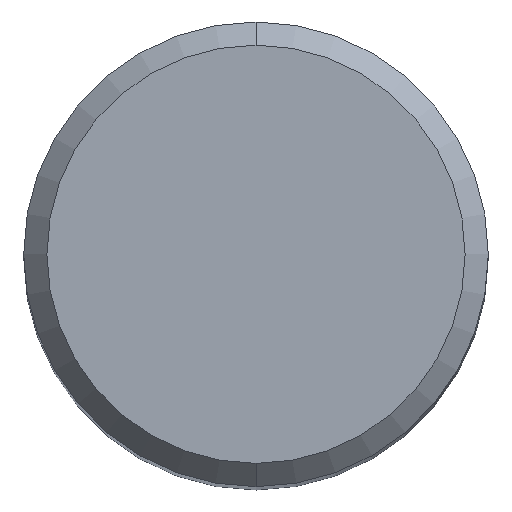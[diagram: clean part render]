
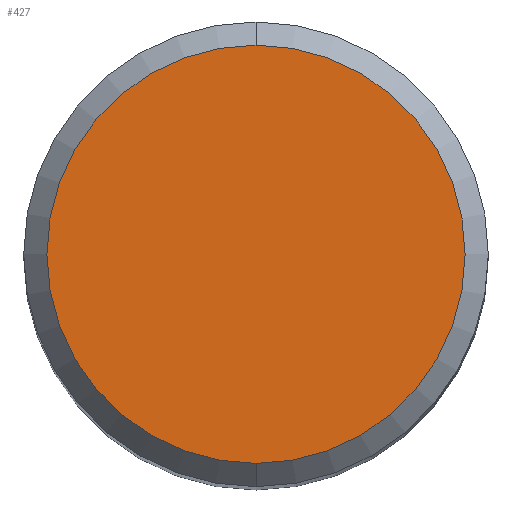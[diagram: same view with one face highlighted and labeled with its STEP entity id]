
A CAD part, top view. The second image highlights one B-rep face of the part: STEP entity #427.
In plain terms, the highlighted planar face has unit normal (0, 0, 1).
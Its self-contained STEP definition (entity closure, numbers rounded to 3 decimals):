
#235=VERTEX_POINT('',#532);
#285=VERTEX_POINT('',#588);
#349=EDGE_CURVE('',#235,#285,#657,.T.);
#379=EDGE_CURVE('',#285,#235,#689,.T.);
#427=ADVANCED_FACE('',(#743),#744,.T.);
#532=CARTESIAN_POINT('',(0.,-3.6,0.0));
#588=CARTESIAN_POINT('',(0.0,3.6,0.0));
#657=CIRCLE('',#1188,3.6);
#689=CIRCLE('',#1265,3.6);
#743=FACE_OUTER_BOUND('',#1365,.T.);
#744=PLANE('',#1366);
#1188=AXIS2_PLACEMENT_3D('',#1600,#1601,#1602);
#1265=AXIS2_PLACEMENT_3D('',#1631,#1632,#1633);
#1365=EDGE_LOOP('',(#1695,#1696));
#1366=AXIS2_PLACEMENT_3D('',#1697,#1698,#1699);
#1600=CARTESIAN_POINT('',(0.0,0.0,0.0));
#1601=DIRECTION('',(0.0,0.0,-1.0));
#1602=DIRECTION('',(0.0,1.0,0.0));
#1631=CARTESIAN_POINT('',(0.0,0.0,0.0));
#1632=DIRECTION('',(0.0,0.0,-1.0));
#1633=DIRECTION('',(0.0,1.0,0.0));
#1695=ORIENTED_EDGE('',*,*,#379,.F.);
#1696=ORIENTED_EDGE('',*,*,#349,.F.);
#1697=CARTESIAN_POINT('',(0.0,1.8,0.0));
#1698=DIRECTION('',(-0.0,0.0,1.0));
#1699=DIRECTION('',(0.0,-1.0,0.0));
